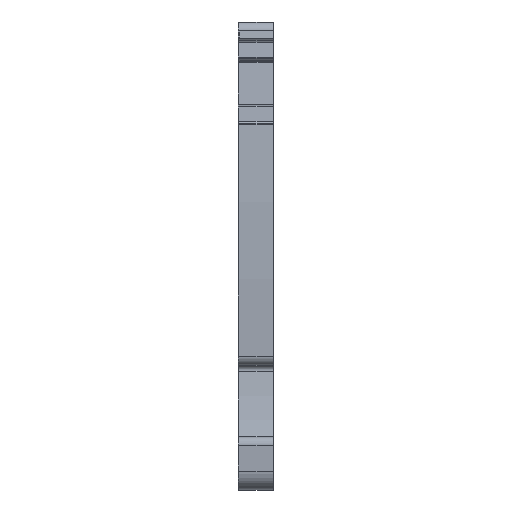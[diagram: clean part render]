
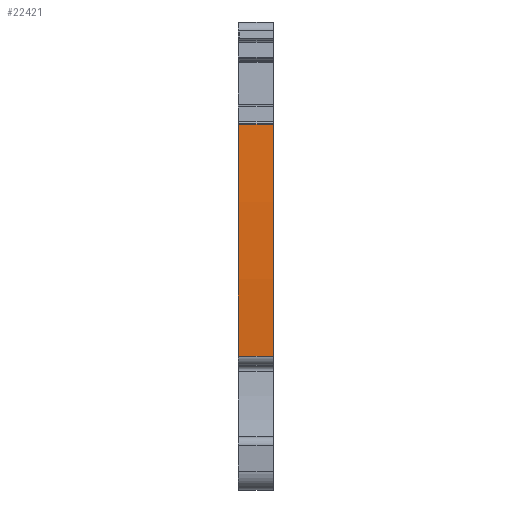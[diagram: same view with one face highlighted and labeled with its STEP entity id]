
A CAD part, front view. The second image highlights one B-rep face of the part: STEP entity #22421.
In plain terms, the highlighted cylindrical face has radius 180 mm (diameter 360 mm), a partial arc.
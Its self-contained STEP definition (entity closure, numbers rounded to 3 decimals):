
#3590=AXIS2_PLACEMENT_3D('Circle Axis2P3D',#3588,#3589,$) ;
#19808=AXIS2_PLACEMENT_3D('Cylinder Axis2P3D',#19805,#19806,#19807) ;
#22412=AXIS2_PLACEMENT_3D('Circle Axis2P3D',#22410,#22411,$) ;
#3585=CARTESIAN_POINT('Vertex',(0.,1.522,13.384)) ;
#3588=CARTESIAN_POINT('Axis2P3D Location',(0.,181.13,25.25)) ;
#3592=CARTESIAN_POINT('Vertex',(0.,1.485,36.553)) ;
#19805=CARTESIAN_POINT('Axis2P3D Location',(1.75,181.13,25.25)) ;
#22383=CARTESIAN_POINT('Line Origine',(0.025,1.485,36.553)) ;
#22387=CARTESIAN_POINT('Vertex',(3.5,1.485,36.553)) ;
#22403=CARTESIAN_POINT('Line Origine',(1.75,1.522,13.384)) ;
#22407=CARTESIAN_POINT('Vertex',(3.5,1.522,13.384)) ;
#22410=CARTESIAN_POINT('Axis2P3D Location',(3.5,181.13,25.25)) ;
#3589=DIRECTION('Axis2P3D Direction',(-1.,0.,0.)) ;
#19806=DIRECTION('Axis2P3D Direction',(1.,0.,0.)) ;
#19807=DIRECTION('Axis2P3D XDirection',(0.,-0.993,0.115)) ;
#22384=DIRECTION('Vector Direction',(-1.,0.,0.)) ;
#22404=DIRECTION('Vector Direction',(1.,0.,0.)) ;
#22411=DIRECTION('Axis2P3D Direction',(1.,0.,0.)) ;
#22385=VECTOR('Line Direction',#22384,1.) ;
#22405=VECTOR('Line Direction',#22404,1.) ;
#22416=ORIENTED_EDGE('',*,*,#22409,.T.) ;
#22417=ORIENTED_EDGE('',*,*,#22414,.F.) ;
#22418=ORIENTED_EDGE('',*,*,#22389,.F.) ;
#22419=ORIENTED_EDGE('',*,*,#3594,.F.) ;
#22421=ADVANCED_FACE('Brep With Voids',(#22420),#19809,.T.) ;
#3591=CIRCLE('generated circle',#3590,180.) ;
#22413=CIRCLE('generated circle',#22412,180.) ;
#19809=CYLINDRICAL_SURFACE('generated cylinder',#19808,180.) ;
#3594=EDGE_CURVE('',#3586,#3593,#3591,.T.) ;
#22389=EDGE_CURVE('',#3593,#22388,#22386,.F.) ;
#22409=EDGE_CURVE('',#3586,#22408,#22406,.T.) ;
#22414=EDGE_CURVE('',#22388,#22408,#22413,.T.) ;
#22415=EDGE_LOOP('',(#22416,#22417,#22418,#22419)) ;
#22420=FACE_OUTER_BOUND('',#22415,.T.) ;
#22386=LINE('Line',#22383,#22385) ;
#22406=LINE('Line',#22403,#22405) ;
#3586=VERTEX_POINT('',#3585) ;
#3593=VERTEX_POINT('',#3592) ;
#22388=VERTEX_POINT('',#22387) ;
#22408=VERTEX_POINT('',#22407) ;
